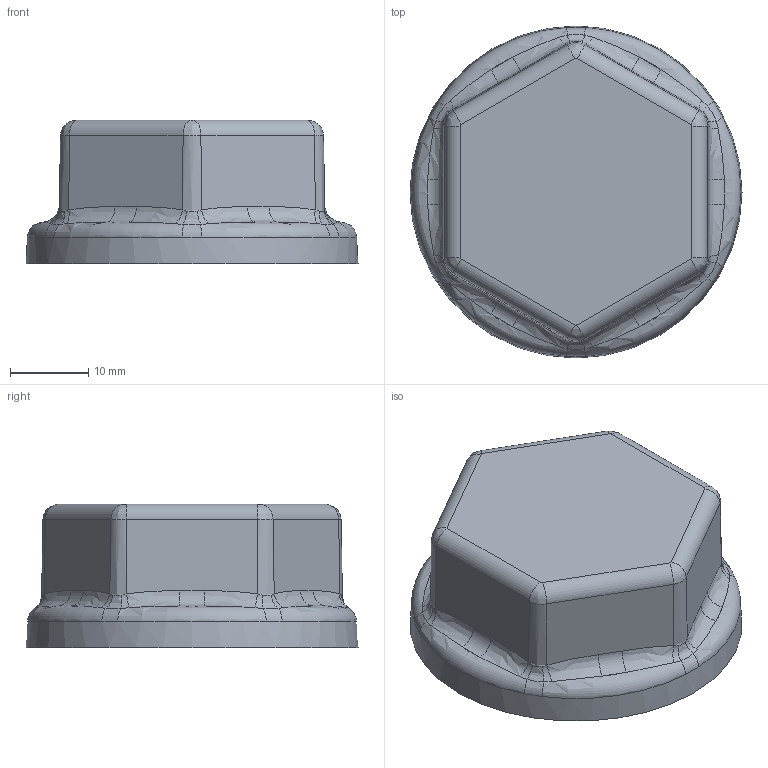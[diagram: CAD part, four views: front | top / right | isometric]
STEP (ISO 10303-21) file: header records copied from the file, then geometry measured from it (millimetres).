
FILE_DESCRIPTION( ( 'STEP AP203' ), '1' );
FILE_NAME( 'M20.step', '2022-07-27T05:23:10', ( ' ' ), ( ' ' ), 'XStep 1.0', ' ', ' ' );
FILE_SCHEMA( ( 'CONFIG_CONTROL_DESIGN' ) );
Length unit declared in the file: millimetre
Products named in the file (1): 1
Bounding box: 42.35 x 42.35 x 18.3 mm (x, y, z)
Volume: 6176.6 mm3; surface area: 6281.1 mm2
Topology: 1 solids, 1 shells, 125 faces, 294 edges, 172 vertices
Faces by surface type: bspline 66, plane 27, cylinder 24, torus 6, cone 2
Entity records: 7916 total; most frequent: CARTESIAN_POINT 5360, ORIENTED_EDGE 580, DIRECTION 466, EDGE_CURVE 290, AXIS2_PLACEMENT_3D 200, VERTEX_POINT 170, EDGE_LOOP 128, ADVANCED_FACE 125
